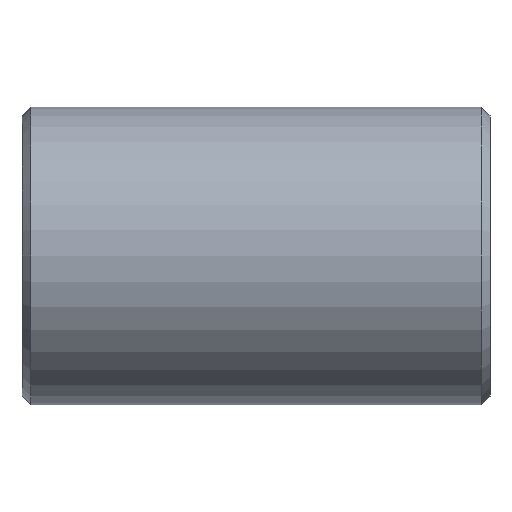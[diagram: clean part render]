
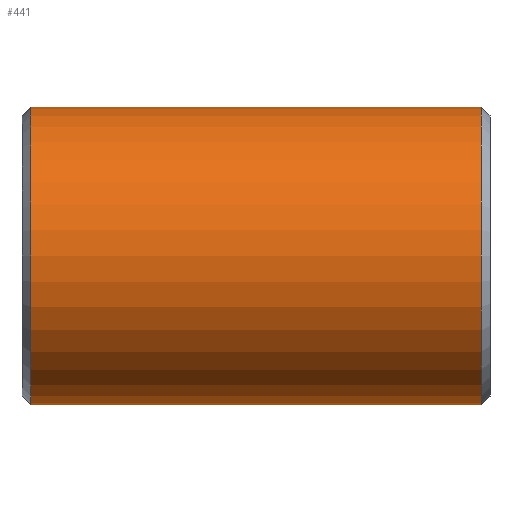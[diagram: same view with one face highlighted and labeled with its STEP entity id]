
A CAD part, front view. The second image highlights one B-rep face of the part: STEP entity #441.
In plain terms, the highlighted cylindrical face has radius 177.8 mm (diameter 355.6 mm), a partial arc.
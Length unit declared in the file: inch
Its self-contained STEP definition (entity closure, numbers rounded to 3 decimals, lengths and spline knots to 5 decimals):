
#6 = DIRECTION ( 'NONE',  ( -1., 0., 0. ) ) ;
#62 = LINE ( 'NONE', #591, #449 ) ;
#75 = CARTESIAN_POINT ( 'NONE',  ( -10.58333, 0., 7. ) ) ;
#147 = CYLINDRICAL_SURFACE ( 'NONE', #609, 7. ) ;
#153 = AXIS2_PLACEMENT_3D ( 'NONE', #742, #738, #201 ) ;
#166 = CARTESIAN_POINT ( 'NONE',  ( 10.58333, 0., 7. ) ) ;
#171 = CARTESIAN_POINT ( 'NONE',  ( 11., 0., -7. ) ) ;
#178 = ORIENTED_EDGE ( 'NONE', *, *, #404, .T. ) ;
#193 = DIRECTION ( 'NONE',  ( -1., 0., 0. ) ) ;
#196 = CARTESIAN_POINT ( 'NONE',  ( -10.58333, 0., -7. ) ) ;
#198 = ORIENTED_EDGE ( 'NONE', *, *, #330, .T. ) ;
#199 = CARTESIAN_POINT ( 'NONE',  ( -10.58333, 0., 0. ) ) ;
#201 = DIRECTION ( 'NONE',  ( 0., 0., -1. ) ) ;
#225 = DIRECTION ( 'NONE',  ( -1., 0., 0. ) ) ;
#244 = CIRCLE ( 'NONE', #153, 7. ) ;
#268 = ORIENTED_EDGE ( 'NONE', *, *, #752, .F. ) ;
#278 = CARTESIAN_POINT ( 'NONE',  ( 11., 0., 0. ) ) ;
#330 = EDGE_CURVE ( 'NONE', #837, #447, #62, .T. ) ;
#381 = AXIS2_PLACEMENT_3D ( 'NONE', #199, #545, #676 ) ;
#404 = EDGE_CURVE ( 'NONE', #618, #837, #244, .T. ) ;
#421 = FACE_OUTER_BOUND ( 'NONE', #823, .T. ) ;
#431 = VERTEX_POINT ( 'NONE', #196 ) ;
#441 = ADVANCED_FACE ( 'NONE', ( #421 ), #147, .T. ) ;
#447 = VERTEX_POINT ( 'NONE', #75 ) ;
#449 = VECTOR ( 'NONE', #193, 39.37008 ) ;
#501 = ORIENTED_EDGE ( 'NONE', *, *, #642, .T. ) ;
#517 = VECTOR ( 'NONE', #225, 39.37008 ) ;
#526 = CARTESIAN_POINT ( 'NONE',  ( 10.58333, 0., -7. ) ) ;
#545 = DIRECTION ( 'NONE',  ( 1., 0., 0. ) ) ;
#549 = LINE ( 'NONE', #171, #517 ) ;
#591 = CARTESIAN_POINT ( 'NONE',  ( 11., 0., 7. ) ) ;
#609 = AXIS2_PLACEMENT_3D ( 'NONE', #278, #6, #677 ) ;
#618 = VERTEX_POINT ( 'NONE', #526 ) ;
#642 = EDGE_CURVE ( 'NONE', #447, #431, #670, .T. ) ;
#670 = CIRCLE ( 'NONE', #381, 7. ) ;
#676 = DIRECTION ( 'NONE',  ( 0., 0., 1. ) ) ;
#677 = DIRECTION ( 'NONE',  ( 0., 0., 1. ) ) ;
#738 = DIRECTION ( 'NONE',  ( -1., 0., 0. ) ) ;
#742 = CARTESIAN_POINT ( 'NONE',  ( 10.58333, 0., 0. ) ) ;
#752 = EDGE_CURVE ( 'NONE', #618, #431, #549, .T. ) ;
#823 = EDGE_LOOP ( 'NONE', ( #268, #178, #198, #501 ) ) ;
#837 = VERTEX_POINT ( 'NONE', #166 ) ;
